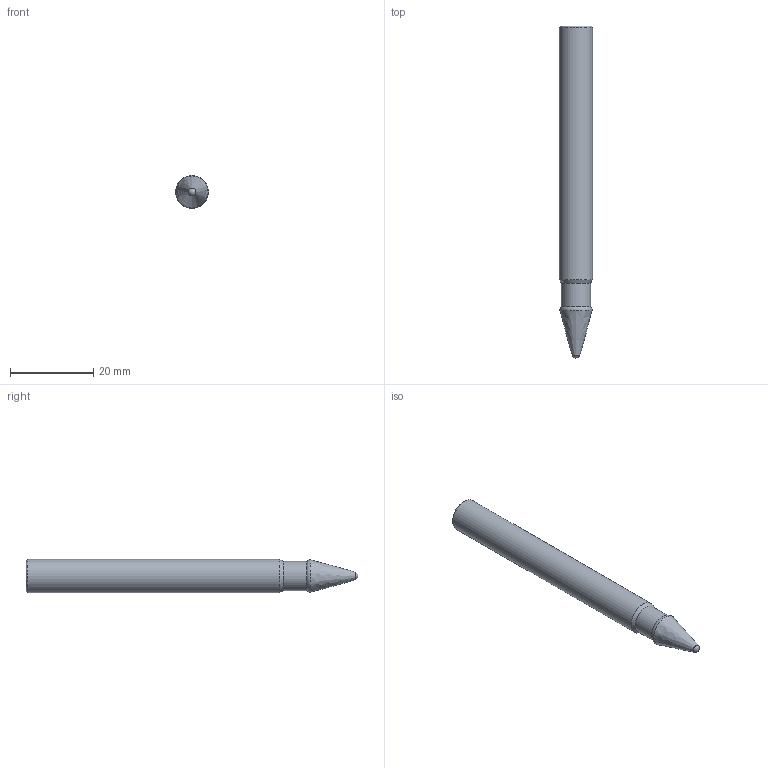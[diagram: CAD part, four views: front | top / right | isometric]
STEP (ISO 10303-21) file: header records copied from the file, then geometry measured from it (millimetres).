
FILE_DESCRIPTION(/* description */ (''),/* implementation_level */ '2;1');
FILE_NAME(/* name */ '4CTDB 020 350 116 v1.step',/* time_stamp */ '2021-06-02T12:57:35+02:00',/* author */ (''),/* organization */ (''),/* preprocessor_version */ 'ST-DEVELOPER v18.1',/* originating_system */ 'Autodesk Translation Framework v10.9.0.1377',/* authorisation */ '');
FILE_SCHEMA (('AUTOMOTIVE_DESIGN { 1 0 10303 214 3 1 1 }'));
Length unit declared in the file: millimetre
Products named in the file (1): 4CTDB 020 350 116
Bounding box: 8 x 79.99 x 8 mm (x, y, z)
Volume: 3594.6 mm3; surface area: 1929.2 mm2
Topology: 1 solids, 1 shells, 8 faces, 14 edges, 8 vertices
Faces by surface type: cone 2, cylinder 2, torus 1, bspline 1, sphere 1, plane 1
Full cylindrical faces by diameter (mm): 7 x1, 8 x1
Entity records: 251 total; most frequent: CARTESIAN_POINT 57, DIRECTION 40, ORIENTED_EDGE 28, AXIS2_PLACEMENT_3D 18, EDGE_CURVE 14, CIRCLE 10, FACE_OUTER_BOUND 8, EDGE_LOOP 8
